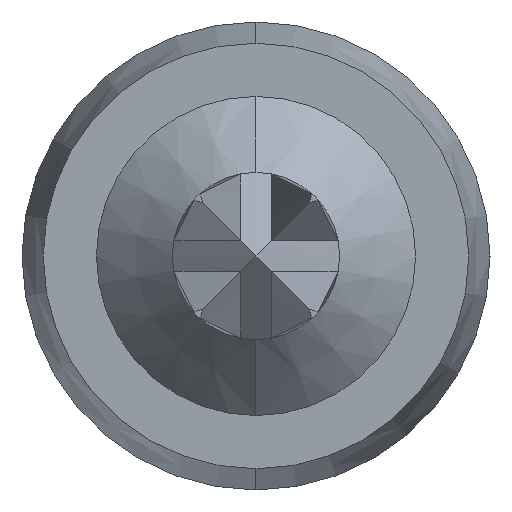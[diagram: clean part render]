
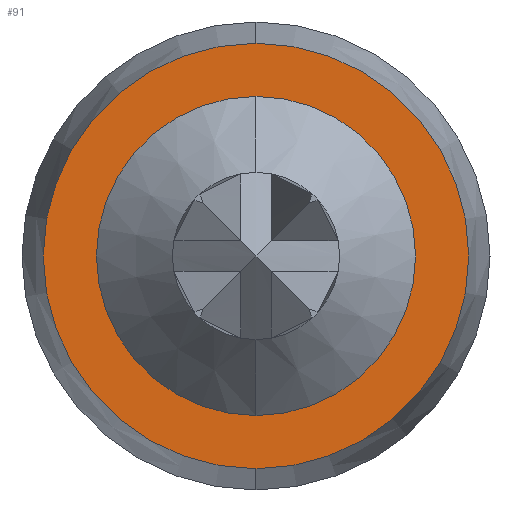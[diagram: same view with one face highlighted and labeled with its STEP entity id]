
A CAD part, left-side view. The second image highlights one B-rep face of the part: STEP entity #91.
In plain terms, the highlighted planar face has unit normal (-1, 0, 0).
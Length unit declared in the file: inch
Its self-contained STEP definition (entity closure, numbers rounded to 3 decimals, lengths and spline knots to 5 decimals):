
#19 = EDGE_CURVE ( 'NONE', #755, #734, #263, .T. ) ;
#43 = EDGE_CURVE ( 'NONE', #751, #726, #279, .T. ) ;
#44 = EDGE_CURVE ( 'NONE', #726, #751, #397, .T. ) ;
#55 = EDGE_CURVE ( 'NONE', #734, #755, #237, .T. ) ;
#91 = ADVANCED_FACE ( 'NONE', ( #313, #310 ), #846, .F. ) ;
#163 = AXIS2_PLACEMENT_3D ( 'NONE', #477, #478, #479 ) ;
#169 = AXIS2_PLACEMENT_3D ( 'NONE', #512, #511, #510 ) ;
#172 = AXIS2_PLACEMENT_3D ( 'NONE', #517, #516, #515 ) ;
#181 = AXIS2_PLACEMENT_3D ( 'NONE', #548, #436, #576 ) ;
#204 = AXIS2_PLACEMENT_3D ( 'NONE', #847, #889, #826 ) ;
#237 = CIRCLE ( 'NONE', #163, 0.0105 ) ;
#263 = CIRCLE ( 'NONE', #181, 0.0105 ) ;
#279 = CIRCLE ( 'NONE', #172, 0.014 ) ;
#302 = ORIENTED_EDGE ( 'NONE', *, *, #19, .F. ) ;
#310 = FACE_OUTER_BOUND ( 'NONE', #697, .T. ) ;
#313 = FACE_BOUND ( 'NONE', #696, .T. ) ;
#340 = ORIENTED_EDGE ( 'NONE', *, *, #55, .F. ) ;
#379 = ORIENTED_EDGE ( 'NONE', *, *, #44, .T. ) ;
#397 = CIRCLE ( 'NONE', #169, 0.014 ) ;
#436 = DIRECTION ( 'NONE',  ( -1., 0., 0. ) ) ;
#477 = CARTESIAN_POINT ( 'NONE',  ( 0.272, 0., 0. ) ) ;
#478 = DIRECTION ( 'NONE',  ( -1., 0., 0. ) ) ;
#479 = DIRECTION ( 'NONE',  ( 0., 0., -1. ) ) ;
#510 = DIRECTION ( 'NONE',  ( 0., 0., 1. ) ) ;
#511 = DIRECTION ( 'NONE',  ( -1., 0., 0. ) ) ;
#512 = CARTESIAN_POINT ( 'NONE',  ( 0.272, 0., 0. ) ) ;
#515 = DIRECTION ( 'NONE',  ( 0., 0., 1. ) ) ;
#516 = DIRECTION ( 'NONE',  ( -1., 0., 0. ) ) ;
#517 = CARTESIAN_POINT ( 'NONE',  ( 0.272, 0., 0. ) ) ;
#548 = CARTESIAN_POINT ( 'NONE',  ( 0.272, 0., 0. ) ) ;
#576 = DIRECTION ( 'NONE',  ( 0., 0., -1. ) ) ;
#622 = ORIENTED_EDGE ( 'NONE', *, *, #43, .T. ) ;
#696 = EDGE_LOOP ( 'NONE', ( #340, #302 ) ) ;
#697 = EDGE_LOOP ( 'NONE', ( #622, #379 ) ) ;
#726 = VERTEX_POINT ( 'NONE', #840 ) ;
#734 = VERTEX_POINT ( 'NONE', #835 ) ;
#751 = VERTEX_POINT ( 'NONE', #800 ) ;
#755 = VERTEX_POINT ( 'NONE', #814 ) ;
#800 = CARTESIAN_POINT ( 'NONE',  ( 0.272, 0., 0.014 ) ) ;
#814 = CARTESIAN_POINT ( 'NONE',  ( 0.272, 0., 0.0105 ) ) ;
#826 = DIRECTION ( 'NONE',  ( 0., 0., -1. ) ) ;
#835 = CARTESIAN_POINT ( 'NONE',  ( 0.272, 0., -0.0105 ) ) ;
#840 = CARTESIAN_POINT ( 'NONE',  ( 0.272, 0., -0.014 ) ) ;
#846 = PLANE ( 'NONE',  #204 ) ;
#847 = CARTESIAN_POINT ( 'NONE',  ( 0.272, 0.014, 0. ) ) ;
#889 = DIRECTION ( 'NONE',  ( 1., 0., 0. ) ) ;
